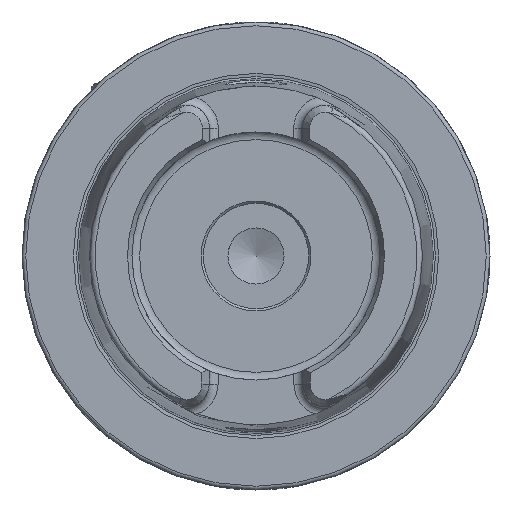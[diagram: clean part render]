
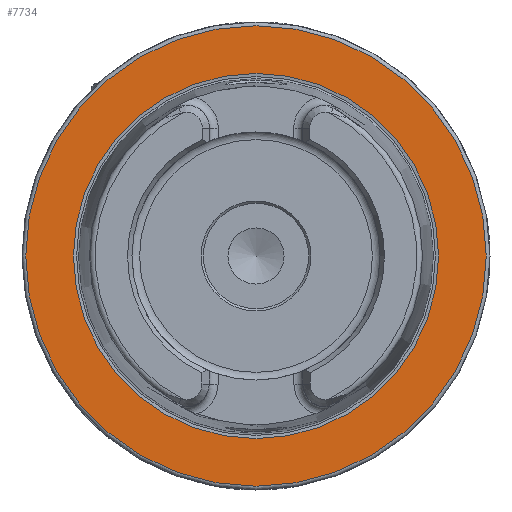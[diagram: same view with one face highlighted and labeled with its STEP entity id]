
A CAD part, left-side view. The second image highlights one B-rep face of the part: STEP entity #7734.
In plain terms, the highlighted planar face has unit normal (-1, 0, 0).
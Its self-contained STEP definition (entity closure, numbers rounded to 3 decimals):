
#161 = EDGE_CURVE ( 'NONE', #5900, #5900, #323, .T. ) ;
#315 = CARTESIAN_POINT ( 'NONE',  ( 0., 0., 0. ) ) ;
#323 = CIRCLE ( 'NONE', #7809, 49.2 ) ;
#327 = DIRECTION ( 'NONE',  ( 0., 0., -1. ) ) ;
#1630 = EDGE_CURVE ( 'NONE', #9484, #9484, #6535, .T. ) ;
#2850 = AXIS2_PLACEMENT_3D ( 'NONE', #4647, #7182, #327 ) ;
#2885 = PLANE ( 'NONE',  #2850 ) ;
#4647 = CARTESIAN_POINT ( 'NONE',  ( 0., 49.2, 0. ) ) ;
#4801 = ORIENTED_EDGE ( 'NONE', *, *, #161, .T. ) ;
#4822 = DIRECTION ( 'NONE',  ( 0., 0., 1. ) ) ;
#5059 = FACE_BOUND ( 'NONE', #8847, .T. ) ;
#5726 = DIRECTION ( 'NONE',  ( 0., 0., 1. ) ) ;
#5879 = ORIENTED_EDGE ( 'NONE', *, *, #1630, .F. ) ;
#5900 = VERTEX_POINT ( 'NONE', #8256 ) ;
#6535 = CIRCLE ( 'NONE', #9974, 39.011 ) ;
#6918 = FACE_OUTER_BOUND ( 'NONE', #8603, .T. ) ;
#7182 = DIRECTION ( 'NONE',  ( 1., 0., 0. ) ) ;
#7734 = ADVANCED_FACE ( 'NONE', ( #5059, #6918 ), #2885, .F. ) ;
#7809 = AXIS2_PLACEMENT_3D ( 'NONE', #315, #9688, #4822 ) ;
#8256 = CARTESIAN_POINT ( 'NONE',  ( 0., 0., 49.2 ) ) ;
#8603 = EDGE_LOOP ( 'NONE', ( #4801 ) ) ;
#8847 = EDGE_LOOP ( 'NONE', ( #5879 ) ) ;
#9484 = VERTEX_POINT ( 'NONE', #10803 ) ;
#9688 = DIRECTION ( 'NONE',  ( -1., 0., 0. ) ) ;
#9974 = AXIS2_PLACEMENT_3D ( 'NONE', #10091, #10846, #5726 ) ;
#10091 = CARTESIAN_POINT ( 'NONE',  ( 0., 0., 0. ) ) ;
#10803 = CARTESIAN_POINT ( 'NONE',  ( 0., 0., 39.011 ) ) ;
#10846 = DIRECTION ( 'NONE',  ( -1., 0., 0. ) ) ;
